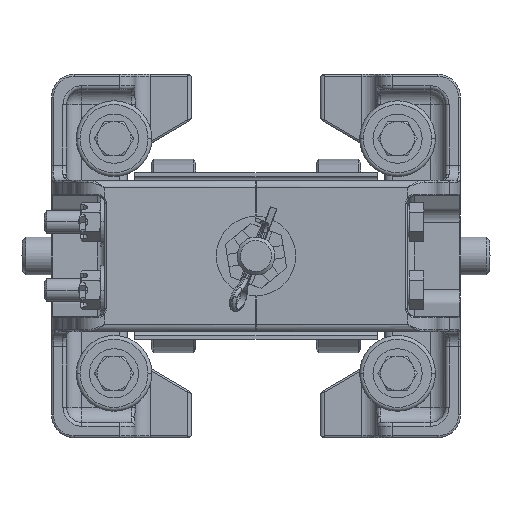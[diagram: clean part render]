
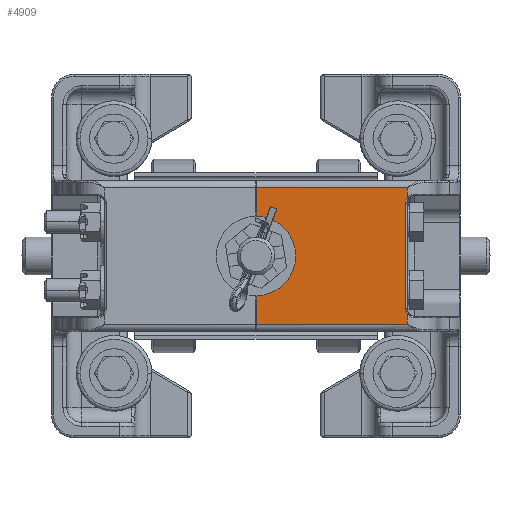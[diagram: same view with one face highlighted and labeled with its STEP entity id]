
A CAD part, front view. The second image highlights one B-rep face of the part: STEP entity #4909.
In plain terms, the highlighted face is planar.
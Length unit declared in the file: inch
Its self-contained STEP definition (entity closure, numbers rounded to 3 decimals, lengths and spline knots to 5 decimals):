
#209=CARTESIAN_POINT('',(-0.81151,0.953,3.60508));
#210=VERTEX_POINT('',#209);
#269=CARTESIAN_POINT('',(-0.77945,0.875,3.6034));
#270=VERTEX_POINT('',#269);
#282=CARTESIAN_POINT('',(-0.77945,0.875,3.6034));
#283=CARTESIAN_POINT('',(-0.77948,0.87511,3.6034));
#284=CARTESIAN_POINT('',(-0.77951,0.87522,3.6034));
#285=CARTESIAN_POINT('',(-0.78255,0.88616,3.60356));
#286=CARTESIAN_POINT('',(-0.78714,0.90245,3.6038));
#287=CARTESIAN_POINT('',(-0.79723,0.92867,3.60433));
#288=CARTESIAN_POINT('',(-0.80522,0.94368,3.60475));
#289=CARTESIAN_POINT('',(-0.81151,0.953,3.60508));
#290=B_SPLINE_CURVE_WITH_KNOTS('',3,(#282,#283,#284,#285,#286,#287,#288,#289),.UNSPECIFIED.,.F.,.U.,(4,2,1,1,4),(-0.00086,0.0,0.08567,0.12851,0.21419),.UNSPECIFIED.);
#291=EDGE_CURVE('',#270,#210,#290,.T.);
#1068=CARTESIAN_POINT('',(-0.81151,-0.95299,3.60508));
#1069=VERTEX_POINT('',#1068);
#1130=CARTESIAN_POINT('',(-0.77945,-0.875,3.6034));
#1131=VERTEX_POINT('',#1130);
#1132=CARTESIAN_POINT('',(-0.81151,-0.95299,3.60508));
#1133=CARTESIAN_POINT('',(-0.80522,-0.94368,3.60475));
#1134=CARTESIAN_POINT('',(-0.79723,-0.92867,3.60433));
#1135=CARTESIAN_POINT('',(-0.78714,-0.90245,3.6038));
#1136=CARTESIAN_POINT('',(-0.78255,-0.88616,3.60356));
#1137=CARTESIAN_POINT('',(-0.77951,-0.87522,3.6034));
#1138=CARTESIAN_POINT('',(-0.77948,-0.87511,3.6034));
#1139=CARTESIAN_POINT('',(-0.77945,-0.875,3.6034));
#1140=B_SPLINE_CURVE_WITH_KNOTS('',3,(#1132,#1133,#1134,#1135,#1136,#1137,#1138,#1139),.UNSPECIFIED.,.F.,.U.,(4,1,1,2,4),(0.,0.08567,0.12851,0.21418,0.21504),.UNSPECIFIED.);
#1141=EDGE_CURVE('',#1069,#1131,#1140,.T.);
#1517=CARTESIAN_POINT('',(-0.81151,-1.125,3.60508));
#1518=VERTEX_POINT('',#1517);
#1526=CARTESIAN_POINT('',(-0.81151,-1.125,3.60508));
#1527=DIRECTION('',(0.0,1.0,0.0));
#1528=VECTOR('',#1527,0.17201);
#1529=LINE('',#1526,#1528);
#1530=EDGE_CURVE('',#1518,#1069,#1529,.T.);
#1540=CARTESIAN_POINT('',(1.68766,-0.32813,3.4741));
#1541=VERTEX_POINT('',#1540);
#1542=CARTESIAN_POINT('',(1.68766,0.32812,3.4741));
#1543=VERTEX_POINT('',#1542);
#1544=CARTESIAN_POINT('',(1.68766,0.,3.4741));
#1545=DIRECTION('',(-0.052,0.0,-0.999));
#1546=DIRECTION('',(-0.999,0.0,0.052));
#1547=AXIS2_PLACEMENT_3D('',#1544,#1545,#1546);
#1548=ELLIPSE('',#1547,0.32858,0.32813);
#1549=EDGE_CURVE('',#1541,#1543,#1548,.T.);
#1672=CARTESIAN_POINT('',(1.68766,-1.125,3.4741));
#1673=VERTEX_POINT('',#1672);
#1674=CARTESIAN_POINT('',(1.68766,-0.32813,3.4741));
#1675=DIRECTION('',(0.0,-1.0,0.0));
#1676=VECTOR('',#1675,0.79687);
#1677=LINE('',#1674,#1676);
#1678=EDGE_CURVE('',#1541,#1673,#1677,.T.);
#4445=CARTESIAN_POINT('',(-0.81151,1.125,3.60508));
#4446=VERTEX_POINT('',#4445);
#4552=CARTESIAN_POINT('',(-0.81151,0.953,3.60508));
#4553=DIRECTION('',(0.0,1.0,0.0));
#4554=VECTOR('',#4553,0.172);
#4555=LINE('',#4552,#4554);
#4556=EDGE_CURVE('',#210,#4446,#4555,.T.);
#4858=CARTESIAN_POINT('',(1.68766,1.125,3.4741));
#4859=VERTEX_POINT('',#4858);
#4860=CARTESIAN_POINT('',(-0.81151,1.125,3.60508));
#4861=DIRECTION('',(0.999,0.0,-0.052));
#4862=VECTOR('',#4861,2.5026);
#4863=LINE('',#4860,#4862);
#4864=EDGE_CURVE('',#4446,#4859,#4863,.T.);
#4877=CARTESIAN_POINT('',(1.68766,1.25,3.4741));
#4878=DIRECTION('',(-0.052,0.0,-0.999));
#4879=DIRECTION('',(-0.999,0.0,0.052));
#4880=AXIS2_PLACEMENT_3D('',#4877,#4878,#4879);
#4881=PLANE('',#4880);
#4882=ORIENTED_EDGE('',*,*,#291,.F.);
#4883=CARTESIAN_POINT('',(-0.77945,0.875,3.6034));
#4884=DIRECTION('',(0.0,-1.0,0.0));
#4885=VECTOR('',#4884,1.75);
#4886=LINE('',#4883,#4885);
#4887=EDGE_CURVE('',#270,#1131,#4886,.T.);
#4888=ORIENTED_EDGE('',*,*,#4887,.T.);
#4889=ORIENTED_EDGE('',*,*,#1141,.F.);
#4890=ORIENTED_EDGE('',*,*,#1530,.F.);
#4891=CARTESIAN_POINT('',(1.68766,-1.125,3.4741));
#4892=DIRECTION('',(-0.999,0.0,0.052));
#4893=VECTOR('',#4892,2.5026);
#4894=LINE('',#4891,#4893);
#4895=EDGE_CURVE('',#1673,#1518,#4894,.T.);
#4896=ORIENTED_EDGE('',*,*,#4895,.F.);
#4897=ORIENTED_EDGE('',*,*,#1678,.F.);
#4898=ORIENTED_EDGE('',*,*,#1549,.T.);
#4899=CARTESIAN_POINT('',(1.68766,1.125,3.4741));
#4900=DIRECTION('',(0.0,-1.0,0.0));
#4901=VECTOR('',#4900,0.79688);
#4902=LINE('',#4899,#4901);
#4903=EDGE_CURVE('',#4859,#1543,#4902,.T.);
#4904=ORIENTED_EDGE('',*,*,#4903,.F.);
#4905=ORIENTED_EDGE('',*,*,#4864,.F.);
#4906=ORIENTED_EDGE('',*,*,#4556,.F.);
#4907=EDGE_LOOP('',(#4882,#4888,#4889,#4890,#4896,#4897,#4898,#4904,#4905,#4906));
#4908=FACE_OUTER_BOUND('',#4907,.T.);
#4909=ADVANCED_FACE('',(#4908),#4881,.F.);
